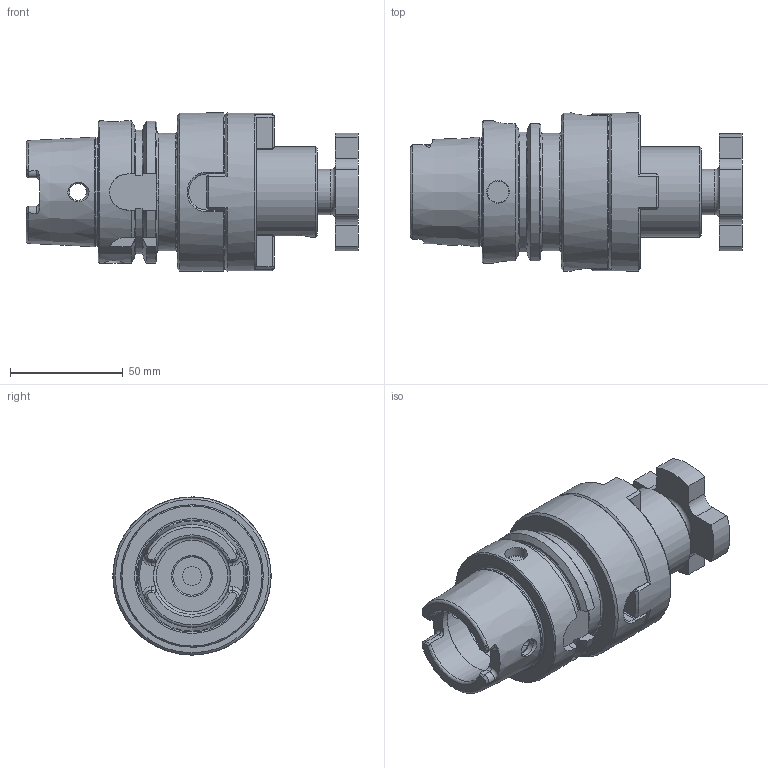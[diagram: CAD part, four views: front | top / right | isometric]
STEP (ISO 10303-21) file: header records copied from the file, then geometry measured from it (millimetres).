
FILE_DESCRIPTION( ( 'Unknown' ), '1' );
FILE_NAME( '256344050-B.stp', 'Unknown', ( 'Unknown' ), ( 'Unknown' ), 'PSStep 15.0.49', 'Unknown', ' ' );
FILE_SCHEMA( ( 'AUTOMOTIVE_DESIGN { 1 0 10303 214 1 1 1 1 }' ) );
Length unit declared in the file: millimetre
Products named in the file (3): 1; 2; 3
Bounding box: 147 x 70 x 70 mm (x, y, z)
Volume: 278712 mm3; surface area: 59477.5 mm2
Topology: 3 solids, 3 shells, 270 faces, 683 edges, 421 vertices
Faces by surface type: plane 136, cylinder 53, cone 50, torus 25, bspline 6
Full cylindrical faces by diameter (mm): 7.5 x2, 8.4 x1, 8.5 x1, 10 x1, 16.917 x1, 17.294 x2, 20 x2, 21 x1, 34 x2, 39.4 x1, 40 x3, 48.129 x1, 52 x1, 63 x1, 70 x2
Entity records: 11315 total; most frequent: CARTESIAN_POINT 3233, ORIENTED_EDGE 1212, DIRECTION 1158, EDGE_CURVE 606, AXIS2_PLACEMENT_3D 448, VERTEX_POINT 398, EDGE_LOOP 331, FACE_OUTER_BOUND 302
